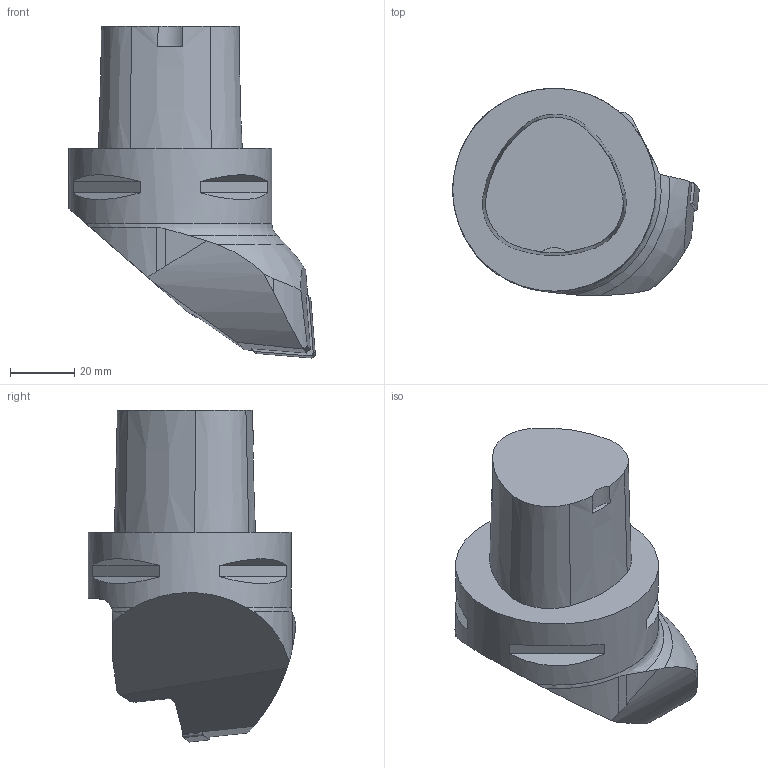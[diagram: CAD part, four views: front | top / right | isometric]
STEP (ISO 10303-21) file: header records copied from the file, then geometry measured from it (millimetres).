
FILE_DESCRIPTION(/* description */ (''),/* implementation_level */ '2;1');
FILE_NAME(/* name */ '1543399429441.stp',/* time_stamp */ '2018-11-28T15:34:03+05:00',/* author */ (''),/* organization */ ('SMS'),/* preprocessor_version */ 'ST-DEVELOPER v15',/* originating_system */ 'SIEMENS PLM Software NX 8.5',/* authorisation */ '');
FILE_SCHEMA (('AUTOMOTIVE_DESIGN { 1 0 10303 214 3 1 1 1 }'));
Length unit declared in the file: millimetre
Products named in the file (4): IsoTurningInsert; ASSEMBLY_CONSTRUCTION; 201879990mod000_01; 201879988mod000_01
Assembly tree (3 placements, depth 2):
  201879988mod000_01
    201879990mod000_01
    ASSEMBLY_CONSTRUCTION
    IsoTurningInsert
Bounding box: 76.5 x 64.38 x 103 mm (x, y, z)
Volume: 193026.4 mm3; surface area: 22924 mm2
Topology: 2 solids, 2 shells, 83 faces, 217 edges, 149 vertices
Faces by surface type: plane 43, cylinder 25, cone 7, torus 5, bspline 3
Full cylindrical faces by diameter (mm): 7.925 x2, 63 x1
Entity records: 2853 total; most frequent: CARTESIAN_POINT 693, DIRECTION 426, ORIENTED_EDGE 416, EDGE_CURVE 208, AXIS2_PLACEMENT_3D 167, VERTEX_POINT 138, EDGE_LOOP 94, LINE 92
